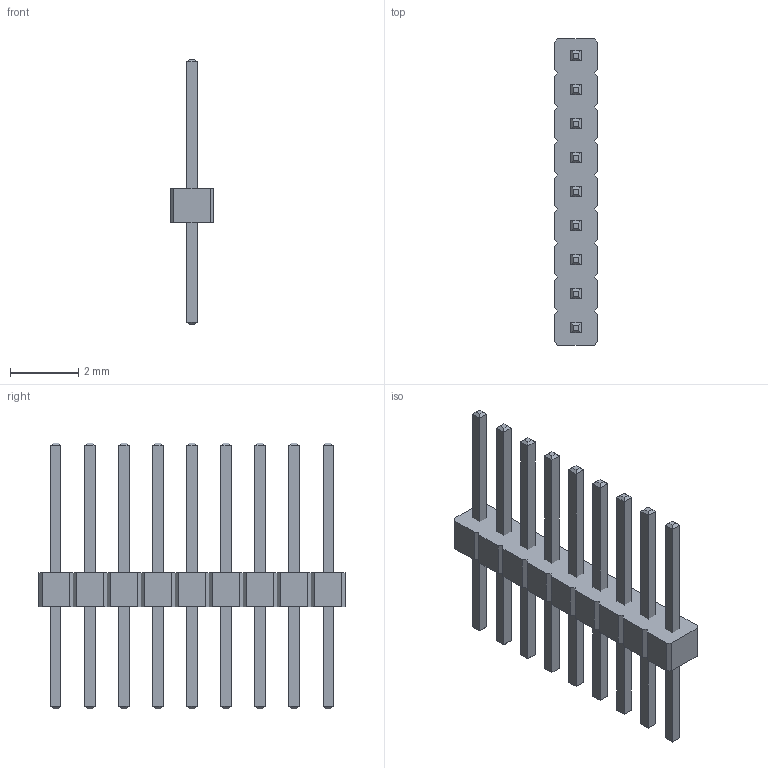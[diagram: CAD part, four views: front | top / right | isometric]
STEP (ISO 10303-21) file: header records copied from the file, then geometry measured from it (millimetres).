
FILE_DESCRIPTION(/* description */ ('model of PinHeader_1x09_P1.00mm_Vertical'),/* implementation_level */ '2;1');
FILE_NAME(/* name */ 'PinHeader_1x09_P1.00mm_Vertical.step',/* time_stamp */ '2018-01-24T13:40:20',/* author */ ('kicad StepUp','ksu'),/* organization */ ('FreeCAD'),/* preprocessor_version */ 'OCC',/* originating_system */ 'kicad StepUp',/* authorisation */ '');
FILE_SCHEMA(('AUTOMOTIVE_DESIGN { 1 0 10303 214 1 1 1 1 }'));
Length unit declared in the file: millimetre
Products named in the file (2): PinHeader_1x09_P100mm_Vertical; Shape0_0188861416188
Bounding box: 1.27 x 9 x 7.8 mm (x, y, z)
Volume: 17.5 mm3; surface area: 128.9 mm2
Topology: 10 solids, 10 shells, 184 faces, 420 edges, 256 vertices
Faces by surface type: plane 184
Entity records: 3274 total; most frequent: ORIENTED_EDGE 658, CARTESIAN_POINT 484, EDGE_CURVE 420, LINE 420, VERTEX_POINT 256, AXIS2_PLACEMENT_3D 185, ADVANCED_FACE 184, FACE_BOUND 184
